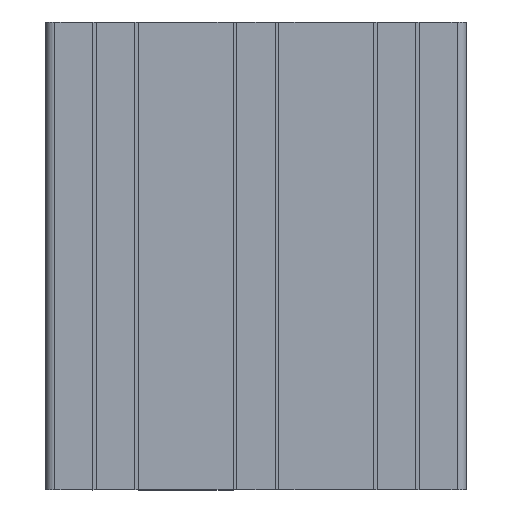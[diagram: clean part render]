
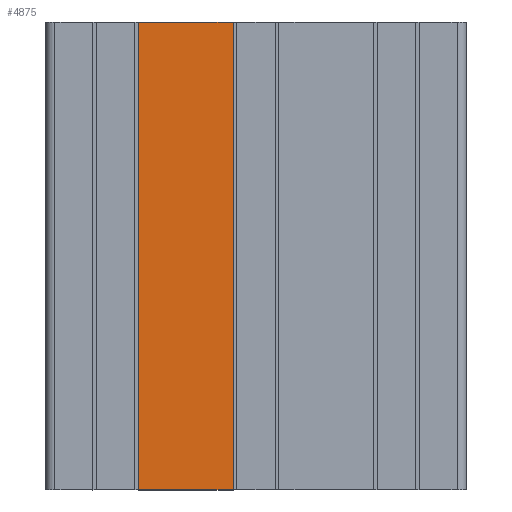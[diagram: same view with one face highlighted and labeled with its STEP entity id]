
A CAD part, top view. The second image highlights one B-rep face of the part: STEP entity #4875.
In plain terms, the highlighted planar face has unit normal (0, 0, 1).
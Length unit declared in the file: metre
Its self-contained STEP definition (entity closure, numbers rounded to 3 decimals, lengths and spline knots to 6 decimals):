
#114=PLANE('',#5274);
#321=FACE_OUTER_BOUND('',#567,.T.);
#567=EDGE_LOOP('',(#3745,#3746,#3747,#3748));
#996=LINE('',#7774,#1520);
#997=LINE('',#7777,#1521);
#998=LINE('',#7779,#1522);
#999=LINE('',#7780,#1523);
#1520=VECTOR('',#6317,0.1);
#1521=VECTOR('',#6320,0.0202);
#1522=VECTOR('',#6321,0.0202);
#1523=VECTOR('',#6322,0.1);
#2239=VERTEX_POINT('',#7770);
#2240=VERTEX_POINT('',#7772);
#2241=VERTEX_POINT('',#7776);
#2242=VERTEX_POINT('',#7778);
#2870=EDGE_CURVE('',#2240,#2239,#996,.T.);
#2871=EDGE_CURVE('',#2241,#2239,#997,.T.);
#2872=EDGE_CURVE('',#2242,#2240,#998,.T.);
#2873=EDGE_CURVE('',#2242,#2241,#999,.T.);
#3745=ORIENTED_EDGE('',*,*,#2871,.T.);
#3746=ORIENTED_EDGE('',*,*,#2870,.F.);
#3747=ORIENTED_EDGE('',*,*,#2872,.F.);
#3748=ORIENTED_EDGE('',*,*,#2873,.T.);
#4875=ADVANCED_FACE('',(#321),#114,.F.);
#5274=AXIS2_PLACEMENT_3D('',#7775,#6318,#6319);
#6317=DIRECTION('',(0.,1.,0.));
#6318=DIRECTION('center_axis',(0.,0.,-1.));
#6319=DIRECTION('ref_axis',(-1.,0.,0.));
#6320=DIRECTION('',(-1.,0.,0.));
#6321=DIRECTION('',(-1.,0.,0.));
#6322=DIRECTION('',(0.,1.,0.));
#7770=CARTESIAN_POINT('',(0.021269,0.02813,0.03));
#7772=CARTESIAN_POINT('',(0.021269,-0.07187,0.03));
#7774=CARTESIAN_POINT('',(0.021269,-0.07187,0.03));
#7775=CARTESIAN_POINT('Origin',(0.021269,-0.97187,0.03));
#7776=CARTESIAN_POINT('',(0.041469,0.02813,0.03));
#7777=CARTESIAN_POINT('',(0.041469,0.02813,0.03));
#7778=CARTESIAN_POINT('',(0.041469,-0.07187,0.03));
#7779=CARTESIAN_POINT('',(0.041469,-0.07187,0.03));
#7780=CARTESIAN_POINT('',(0.041469,-0.07187,0.03));
